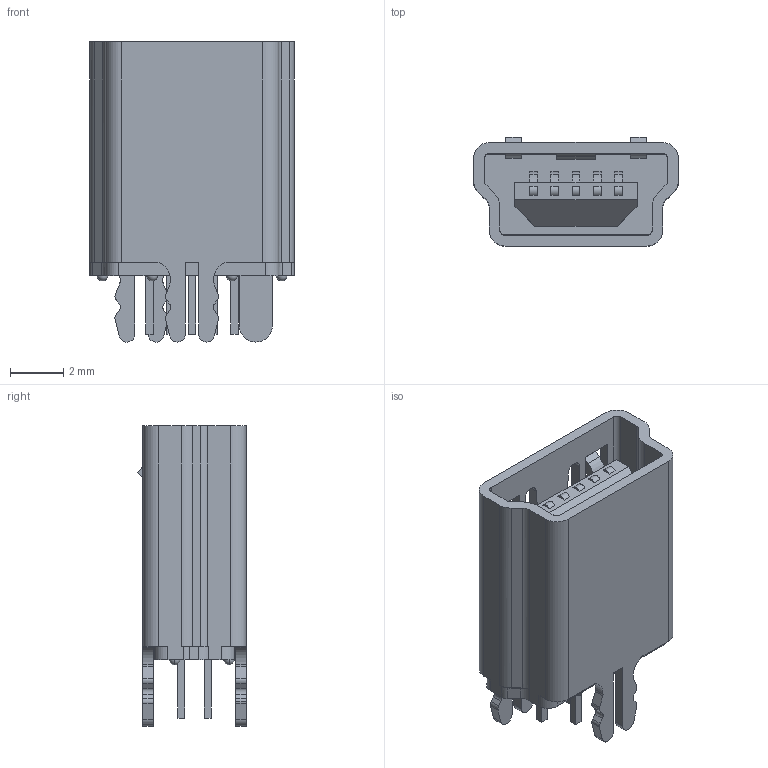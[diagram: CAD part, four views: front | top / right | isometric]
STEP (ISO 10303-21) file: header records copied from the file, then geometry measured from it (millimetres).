
FILE_DESCRIPTION((''),'2;1');
FILE_NAME('C-1734753-1','2021-06-09T00:23:31',('workeradm'),('TE Connectivity Ltd.'),'CREO PARAMETRIC BY PTC INC, 2019292','CREO PARAMETRIC BY PTC INC, 2019292','');
FILE_SCHEMA(('AUTOMOTIVE_DESIGN { 1 0 10303 214 1 1 1 1 }'));
Length unit declared in the file: millimetre
Products named in the file (1): C-1734753-1
Bounding box: 7.7 x 4.09 x 11.3 mm (x, y, z)
Volume: 158.2 mm3; surface area: 526.2 mm2
Topology: 1 solids, 1 shells, 257 faces, 715 edges, 468 vertices
Faces by surface type: plane 165, cylinder 84, sphere 8
Entity records: 8611 total; most frequent: CARTESIAN_POINT 1498, ORIENTED_EDGE 1414, DIRECTION 1393, EDGE_CURVE 707, VECTOR 507, LINE 507, VERTEX_POINT 468, AXIS2_PLACEMENT_3D 443
